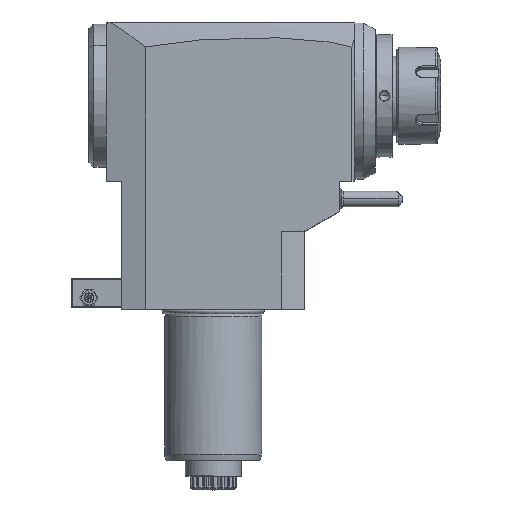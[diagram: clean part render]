
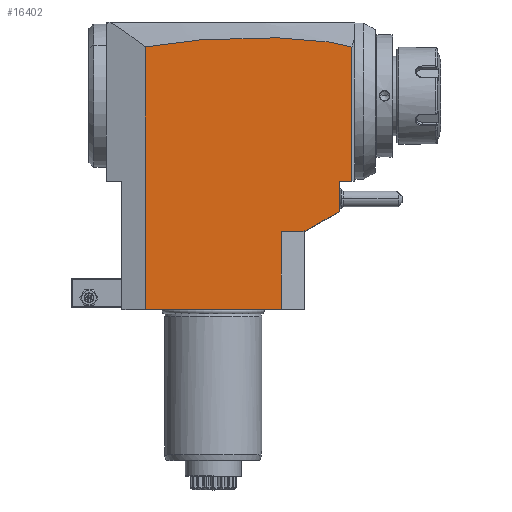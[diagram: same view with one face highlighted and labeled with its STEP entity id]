
A CAD part, top view. The second image highlights one B-rep face of the part: STEP entity #16402.
In plain terms, the highlighted planar face has unit normal (0, 0, 1).
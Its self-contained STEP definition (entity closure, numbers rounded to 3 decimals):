
#9=DIRECTION('',(-1.,0.,0.));
#10=VECTOR('',#9,70.);
#11=CARTESIAN_POINT('',(35.,0.,44.));
#12=LINE('',#11,#10);
#4029=DIRECTION('',(1.,0.,0.));
#4030=VECTOR('',#4029,11.);
#4031=CARTESIAN_POINT('',(35.,40.,44.));
#4032=LINE('',#4031,#4030);
#4045=DIRECTION('',(0.,1.,0.));
#4046=VECTOR('',#4045,40.);
#4047=CARTESIAN_POINT('',(35.,0.,44.));
#4048=LINE('',#4047,#4046);
#4077=DIRECTION('',(0.,-1.,0.));
#4078=VECTOR('',#4077,15.608);
#4079=CARTESIAN_POINT('',(65.,66.,44.));
#4080=LINE('',#4079,#4078);
#4081=DIRECTION('',(-0.866,-0.5,0.));
#4082=VECTOR('',#4081,20.785);
#4083=CARTESIAN_POINT('',(65.,50.392,44.));
#4084=LINE('',#4083,#4082);
#4085=DIRECTION('',(0.,1.,0.));
#4086=VECTOR('',#4085,0.577);
#4087=CARTESIAN_POINT('',(47.,40.,44.));
#4088=LINE('',#4087,#4086);
#4089=DIRECTION('',(0.866,0.5,0.));
#4090=VECTOR('',#4089,1.155);
#4091=CARTESIAN_POINT('',(46.,40.,44.));
#4092=LINE('',#4091,#4090);
#4093=DIRECTION('',(0.,1.,0.));
#4094=VECTOR('',#4093,135.17);
#4095=CARTESIAN_POINT('',(-35.,0.,44.));
#4096=LINE('',#4095,#4094);
#4097=CARTESIAN_POINT('',(71.5,135.054,44.));
#4098=CARTESIAN_POINT('',(71.147,135.178,44.));
#4099=CARTESIAN_POINT('',(70.415,135.42,44.));
#4100=CARTESIAN_POINT('',(69.23,135.772,44.));
#4101=CARTESIAN_POINT('',(67.991,136.104,44.));
#4102=CARTESIAN_POINT('',(66.72,136.413,44.));
#4103=CARTESIAN_POINT('',(65.44,136.698,44.));
#4104=CARTESIAN_POINT('',(64.088,136.974,44.));
#4105=CARTESIAN_POINT('',(62.606,137.252,44.));
#4106=CARTESIAN_POINT('',(60.931,137.539,44.));
#4107=CARTESIAN_POINT('',(59.016,137.835,44.));
#4108=CARTESIAN_POINT('',(56.852,138.135,44.));
#4109=CARTESIAN_POINT('',(54.427,138.434,44.));
#4110=CARTESIAN_POINT('',(51.708,138.727,44.));
#4111=CARTESIAN_POINT('',(48.636,139.011,44.));
#4112=CARTESIAN_POINT('',(45.16,139.281,44.));
#4113=CARTESIAN_POINT('',(41.193,139.529,44.));
#4114=CARTESIAN_POINT('',(36.681,139.741,44.));
#4115=CARTESIAN_POINT('',(31.719,139.897,44.));
#4116=CARTESIAN_POINT('',(26.42,139.981,44.));
#4117=CARTESIAN_POINT('',(20.976,139.986,44.));
#4118=CARTESIAN_POINT('',(15.459,139.91,44.));
#4119=CARTESIAN_POINT('',(9.915,139.755,44.));
#4120=CARTESIAN_POINT('',(4.328,139.52,44.));
#4121=CARTESIAN_POINT('',(-1.306,139.201,44.));
#4122=CARTESIAN_POINT('',(-6.672,138.816,44.));
#4123=CARTESIAN_POINT('',(-11.425,138.405,44.));
#4124=CARTESIAN_POINT('',(-15.699,137.979,44.));
#4125=CARTESIAN_POINT('',(-19.685,137.527,44.));
#4126=CARTESIAN_POINT('',(-23.579,137.031,44.));
#4127=CARTESIAN_POINT('',(-27.426,136.481,44.));
#4128=CARTESIAN_POINT('',(-31.229,135.869,44.));
#4129=CARTESIAN_POINT('',(-33.747,135.413,44.));
#4130=CARTESIAN_POINT('',(-35.,135.17,44.));
#4132=DIRECTION('',(0.,-1.,0.));
#4133=VECTOR('',#4132,69.054);
#4134=CARTESIAN_POINT('',(71.5,135.054,44.));
#4135=LINE('',#4134,#4133);
#4136=DIRECTION('',(1.,0.,0.));
#4137=VECTOR('',#4136,6.5);
#4138=CARTESIAN_POINT('',(65.,66.,44.));
#4139=LINE('',#4138,#4137);
#11809=VERTEX_POINT('',#4097);
#11810=VERTEX_POINT('',#4130);
#11821=CARTESIAN_POINT('',(71.5,66.,44.));
#11822=VERTEX_POINT('',#11821);
#11833=CARTESIAN_POINT('',(35.,40.,44.));
#11834=CARTESIAN_POINT('',(46.,40.,44.));
#11835=VERTEX_POINT('',#11833);
#11836=VERTEX_POINT('',#11834);
#12160=CARTESIAN_POINT('',(35.,0.,44.));
#12161=CARTESIAN_POINT('',(-35.,0.,44.));
#12162=VERTEX_POINT('',#12160);
#12163=VERTEX_POINT('',#12161);
#12178=CARTESIAN_POINT('',(65.,50.392,44.));
#12179=CARTESIAN_POINT('',(47.,40.,44.));
#12180=VERTEX_POINT('',#12178);
#12181=VERTEX_POINT('',#12179);
#12336=CARTESIAN_POINT('',(47.,40.577,44.));
#12338=VERTEX_POINT('',#12336);
#12396=CARTESIAN_POINT('',(65.,66.,44.));
#12397=VERTEX_POINT('',#12396);
#16380=CARTESIAN_POINT('',(-53.475,40.,44.));
#16381=DIRECTION('',(0.,0.,1.));
#16382=DIRECTION('',(1.,0.,0.));
#16383=AXIS2_PLACEMENT_3D('',#16380,#16381,#16382);
#16384=PLANE('',#16383);
#16386=ORIENTED_EDGE('',*,*,#16385,.F.);
#16388=ORIENTED_EDGE('',*,*,#16387,.T.);
#16389=ORIENTED_EDGE('',*,*,#16300,.T.);
#16391=ORIENTED_EDGE('',*,*,#16390,.T.);
#16393=ORIENTED_EDGE('',*,*,#16392,.F.);
#16394=ORIENTED_EDGE('',*,*,#16320,.F.);
#16395=ORIENTED_EDGE('',*,*,#16337,.F.);
#16396=ORIENTED_EDGE('',*,*,#12415,.T.);
#16397=ORIENTED_EDGE('',*,*,#13236,.T.);
#16398=ORIENTED_EDGE('',*,*,#13281,.F.);
#16399=ORIENTED_EDGE('',*,*,#13298,.T.);
#16400=EDGE_LOOP('',(#16386,#16388,#16389,#16391,#16393,#16394,#16395,#16396,
#16397,#16398,#16399));
#16401=FACE_OUTER_BOUND('',#16400,.F.);
#4131=B_SPLINE_CURVE_WITH_KNOTS('',3,(#4097,#4098,#4099,#4100,#4101,#4102,#4103,
#4104,#4105,#4106,#4107,#4108,#4109,#4110,#4111,#4112,#4113,#4114,#4115,#4116,
#4117,#4118,#4119,#4120,#4121,#4122,#4123,#4124,#4125,#4126,#4127,#4128,#4129,
#4130),.UNSPECIFIED.,.F.,.F.,(4,1,1,1,1,1,1,1,1,1,1,1,1,1,1,1,1,1,1,1,1,1,1,1,1,
1,1,1,1,1,1,4),(0.,0.032,0.065,0.097,
0.129,0.161,0.194,0.226,
0.258,0.29,0.323,0.355,
0.387,0.419,0.452,0.484,
0.516,0.548,0.581,0.613,
0.645,0.677,0.71,0.742,
0.774,0.806,0.839,0.871,
0.903,0.935,0.968,1.),.UNSPECIFIED.);
#12415=EDGE_CURVE('',#12162,#12163,#12,.T.);
#13236=EDGE_CURVE('',#12163,#11810,#4096,.T.);
#13281=EDGE_CURVE('',#11809,#11810,#4131,.T.);
#13298=EDGE_CURVE('',#11809,#11822,#4135,.T.);
#16300=EDGE_CURVE('',#12180,#12181,#4084,.T.);
#16320=EDGE_CURVE('',#11835,#11836,#4032,.T.);
#16337=EDGE_CURVE('',#12162,#11835,#4048,.T.);
#16385=EDGE_CURVE('',#12397,#11822,#4139,.T.);
#16387=EDGE_CURVE('',#12397,#12180,#4080,.T.);
#16390=EDGE_CURVE('',#12181,#12338,#4088,.T.);
#16392=EDGE_CURVE('',#11836,#12338,#4092,.T.);
#16402=ADVANCED_FACE('',(#16401),#16384,.T.);
